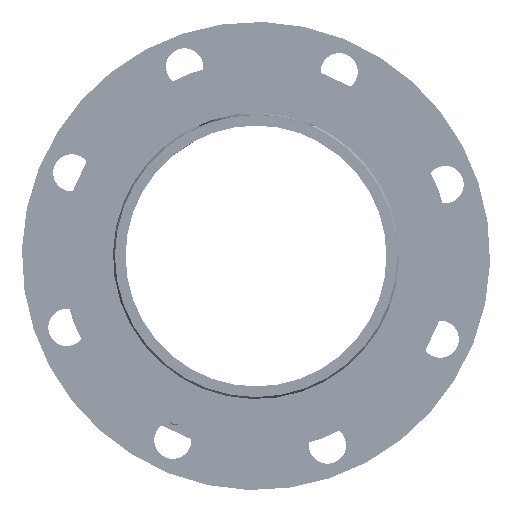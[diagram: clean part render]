
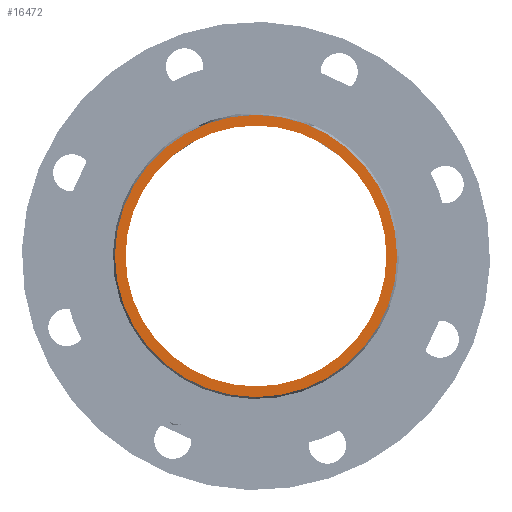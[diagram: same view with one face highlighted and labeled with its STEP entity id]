
A CAD part, front view. The second image highlights one B-rep face of the part: STEP entity #16472.
In plain terms, the highlighted planar face has unit normal (0, -1, 0).
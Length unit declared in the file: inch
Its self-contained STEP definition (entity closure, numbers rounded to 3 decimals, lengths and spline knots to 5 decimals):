
#3 = VERTEX_POINT ( 'NONE', #10898 ) ;
#589 = CARTESIAN_POINT ( 'NONE',  ( 0., 0., 0. ) ) ;
#1036 = AXIS2_PLACEMENT_3D ( 'NONE', #15758, #11024, #15857 ) ;
#1642 = ORIENTED_EDGE ( 'NONE', *, *, #16098, .T. ) ;
#2151 = AXIS2_PLACEMENT_3D ( 'NONE', #5616, #3929, #18286 ) ;
#2525 = DIRECTION ( 'NONE',  ( 0., 1., 0. ) ) ;
#2669 = CARTESIAN_POINT ( 'NONE',  ( 0., 0., 3.315 ) ) ;
#2966 = VERTEX_POINT ( 'NONE', #2669 ) ;
#3929 = DIRECTION ( 'NONE',  ( 0., -1., 0. ) ) ;
#4193 = FACE_BOUND ( 'NONE', #5755, .T. ) ;
#5507 = CIRCLE ( 'NONE', #2151, 3.315 ) ;
#5616 = CARTESIAN_POINT ( 'NONE',  ( 0., 0., 0. ) ) ;
#5755 = EDGE_LOOP ( 'NONE', ( #19790, #15402 ) ) ;
#5838 = AXIS2_PLACEMENT_3D ( 'NONE', #13854, #5897, #12278 ) ;
#5862 = CIRCLE ( 'NONE', #5838, 3.065 ) ;
#5897 = DIRECTION ( 'NONE',  ( 0., -1., 0. ) ) ;
#6043 = CIRCLE ( 'NONE', #17743, 3.315 ) ;
#7123 = DIRECTION ( 'NONE',  ( 0., 0., -1. ) ) ;
#7271 = FACE_OUTER_BOUND ( 'NONE', #14711, .T. ) ;
#7999 = EDGE_CURVE ( 'NONE', #11604, #3, #14397, .T. ) ;
#9070 = CARTESIAN_POINT ( 'NONE',  ( 0., 0., 3.065 ) ) ;
#9486 = CARTESIAN_POINT ( 'NONE',  ( 0., 0., -3.315 ) ) ;
#9597 = VERTEX_POINT ( 'NONE', #9486 ) ;
#10613 = EDGE_CURVE ( 'NONE', #2966, #9597, #6043, .T. ) ;
#10898 = CARTESIAN_POINT ( 'NONE',  ( 0., 0., -3.065 ) ) ;
#11024 = DIRECTION ( 'NONE',  ( 0., -1., 0. ) ) ;
#11187 = ORIENTED_EDGE ( 'NONE', *, *, #10613, .T. ) ;
#11604 = VERTEX_POINT ( 'NONE', #9070 ) ;
#12278 = DIRECTION ( 'NONE',  ( 0., 0., 1. ) ) ;
#13647 = PLANE ( 'NONE',  #16879 ) ;
#13854 = CARTESIAN_POINT ( 'NONE',  ( 0., 0., 0. ) ) ;
#14397 = CIRCLE ( 'NONE', #1036, 3.065 ) ;
#14711 = EDGE_LOOP ( 'NONE', ( #1642, #11187 ) ) ;
#15320 = DIRECTION ( 'NONE',  ( 0., 0., 1. ) ) ;
#15402 = ORIENTED_EDGE ( 'NONE', *, *, #7999, .F. ) ;
#15758 = CARTESIAN_POINT ( 'NONE',  ( 0., 0., 0. ) ) ;
#15857 = DIRECTION ( 'NONE',  ( 0., 0., 1. ) ) ;
#16098 = EDGE_CURVE ( 'NONE', #9597, #2966, #5507, .T. ) ;
#16472 = ADVANCED_FACE ( 'NONE', ( #4193, #7271 ), #13647, .F. ) ;
#16544 = EDGE_CURVE ( 'NONE', #3, #11604, #5862, .T. ) ;
#16879 = AXIS2_PLACEMENT_3D ( 'NONE', #16882, #2525, #15320 ) ;
#16882 = CARTESIAN_POINT ( 'NONE',  ( -3.315, 0., 0. ) ) ;
#17743 = AXIS2_PLACEMENT_3D ( 'NONE', #589, #18097, #7123 ) ;
#18097 = DIRECTION ( 'NONE',  ( 0., -1., 0. ) ) ;
#18286 = DIRECTION ( 'NONE',  ( 0., 0., -1. ) ) ;
#19790 = ORIENTED_EDGE ( 'NONE', *, *, #16544, .F. ) ;
